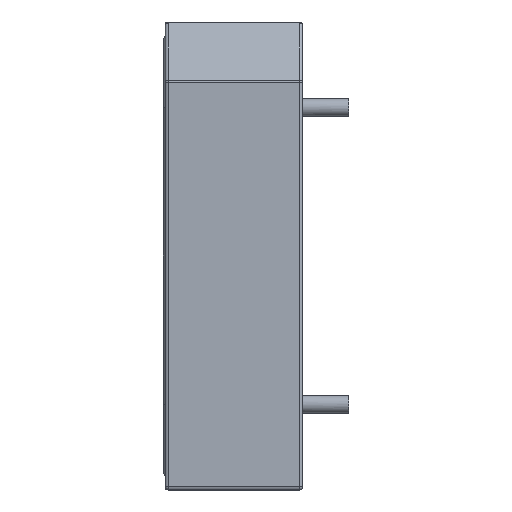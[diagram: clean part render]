
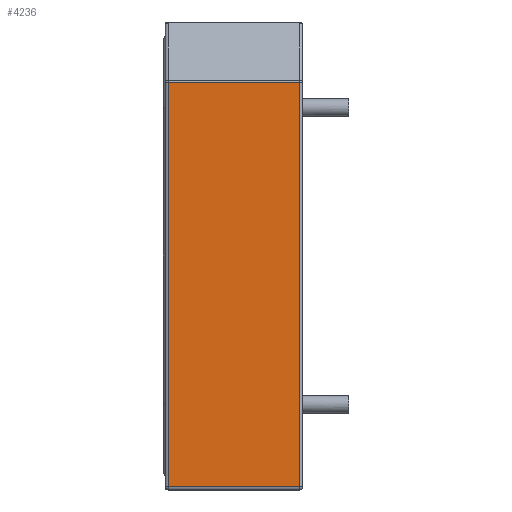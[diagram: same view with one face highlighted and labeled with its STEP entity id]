
A CAD part, left-side view. The second image highlights one B-rep face of the part: STEP entity #4236.
In plain terms, the highlighted planar face has unit normal (-1, 0, 0).
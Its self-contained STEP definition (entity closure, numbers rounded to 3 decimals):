
#646 = DIRECTION ( 'NONE',  ( 0., 1., 0. ) ) ;
#660 = AXIS2_PLACEMENT_3D ( 'NONE', #8140, #13187, #945 ) ;
#666 = EDGE_LOOP ( 'NONE', ( #12018, #22193, #7545, #12624 ) ) ;
#945 = DIRECTION ( 'NONE',  ( 0., 0., -1. ) ) ;
#1111 = LINE ( 'NONE', #22246, #12660 ) ;
#1797 = VERTEX_POINT ( 'NONE', #18991 ) ;
#2200 = EDGE_CURVE ( 'NONE', #19072, #15294, #19720, .T. ) ;
#2981 = LINE ( 'NONE', #8203, #8124 ) ;
#4236 = ADVANCED_FACE ( 'NONE', ( #21739 ), #11368, .F. ) ;
#4432 = VERTEX_POINT ( 'NONE', #9041 ) ;
#5125 = VECTOR ( 'NONE', #646, 1000. ) ;
#6015 = CARTESIAN_POINT ( 'NONE',  ( -11.925, 8.5, 1.542 ) ) ;
#6600 = DIRECTION ( 'NONE',  ( 0., 0., -1. ) ) ;
#7545 = ORIENTED_EDGE ( 'NONE', *, *, #19568, .T. ) ;
#8124 = VECTOR ( 'NONE', #20201, 1000. ) ;
#8140 = CARTESIAN_POINT ( 'NONE',  ( -11.925, 8.5, -23.325 ) ) ;
#8203 = CARTESIAN_POINT ( 'NONE',  ( -11.925, 0.3, -23.325 ) ) ;
#8604 = EDGE_CURVE ( 'NONE', #15294, #1797, #2981, .T. ) ;
#9041 = CARTESIAN_POINT ( 'NONE',  ( -11.925, 8.3, 1.542 ) ) ;
#9337 = DIRECTION ( 'NONE',  ( 0., -1., 0. ) ) ;
#10457 = CARTESIAN_POINT ( 'NONE',  ( -11.925, 8.3, -23.125 ) ) ;
#11368 = PLANE ( 'NONE',  #660 ) ;
#12018 = ORIENTED_EDGE ( 'NONE', *, *, #2200, .T. ) ;
#12624 = ORIENTED_EDGE ( 'NONE', *, *, #15723, .T. ) ;
#12660 = VECTOR ( 'NONE', #6600, 1000. ) ;
#12989 = CARTESIAN_POINT ( 'NONE',  ( -11.925, 8.5, -23.125 ) ) ;
#13157 = CARTESIAN_POINT ( 'NONE',  ( -11.925, 0.3, -23.125 ) ) ;
#13187 = DIRECTION ( 'NONE',  ( 1., 0., 0. ) ) ;
#13320 = VECTOR ( 'NONE', #9337, 1000. ) ;
#15294 = VERTEX_POINT ( 'NONE', #13157 ) ;
#15723 = EDGE_CURVE ( 'NONE', #4432, #19072, #1111, .T. ) ;
#18253 = LINE ( 'NONE', #6015, #5125 ) ;
#18991 = CARTESIAN_POINT ( 'NONE',  ( -11.925, 0.3, 1.542 ) ) ;
#19072 = VERTEX_POINT ( 'NONE', #10457 ) ;
#19568 = EDGE_CURVE ( 'NONE', #1797, #4432, #18253, .T. ) ;
#19720 = LINE ( 'NONE', #12989, #13320 ) ;
#20201 = DIRECTION ( 'NONE',  ( 0., 0., 1. ) ) ;
#21739 = FACE_OUTER_BOUND ( 'NONE', #666, .T. ) ;
#22193 = ORIENTED_EDGE ( 'NONE', *, *, #8604, .T. ) ;
#22246 = CARTESIAN_POINT ( 'NONE',  ( -11.925, 8.3, -23.325 ) ) ;
